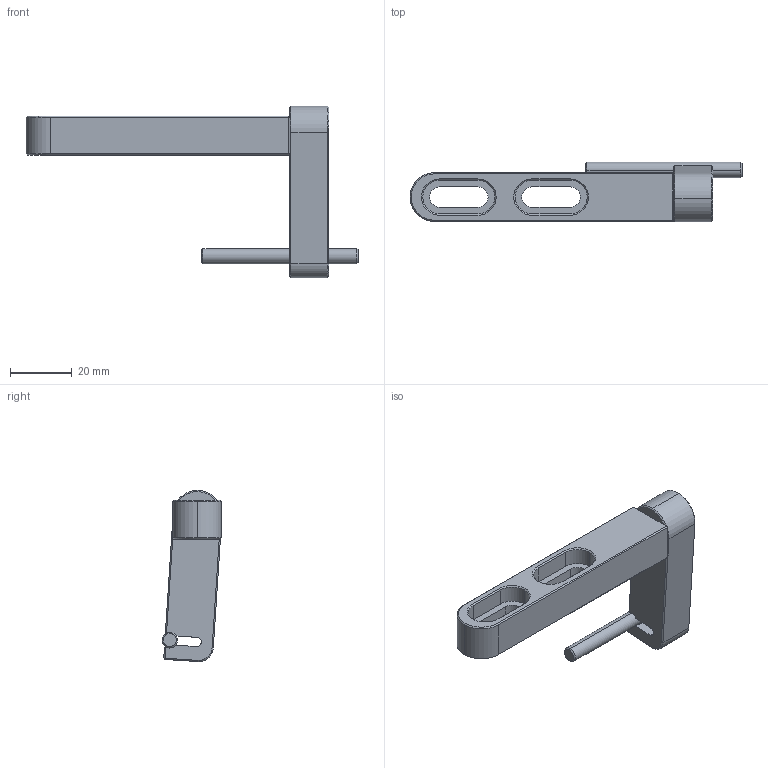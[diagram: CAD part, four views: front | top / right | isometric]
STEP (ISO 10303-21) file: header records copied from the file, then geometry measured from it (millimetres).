
FILE_DESCRIPTION (( 'STEP AP214' ), '1' );
FILE_NAME ('IS-004A.STEP', '2024-11-10T19:12:38', ( '' ), ( '' ), 'SwSTEP 2.0', 'SolidWorks 2024', '' );
FILE_SCHEMA (( 'AUTOMOTIVE_DESIGN' ));
Length unit declared in the file: inch
Products named in the file (4): IS-003; IS-004A; IS-002; IS-001
Assembly tree (3 placements, depth 2):
  IS-004A
    IS-001
    IS-002
    IS-003
Bounding box: 107.95 x 19.42 x 55.65 mm (x, y, z)
Volume: 22918.2 mm3; surface area: 10739.9 mm2
Topology: 3 solids, 3 shells, 128 faces, 302 edges, 178 vertices
Faces by surface type: plane 49, cylinder 45, cone 34
Entity records: 3727 total; most frequent: DIRECTION 660, CARTESIAN_POINT 642, ORIENTED_EDGE 588, EDGE_CURVE 294, AXIS2_PLACEMENT_3D 244, VERTEX_POINT 178, VECTOR 172, LINE 172
